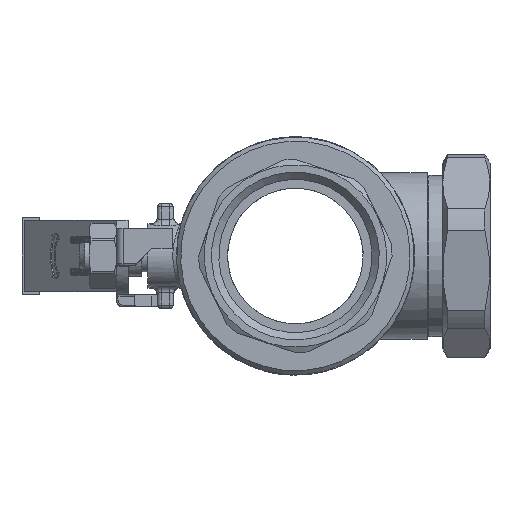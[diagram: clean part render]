
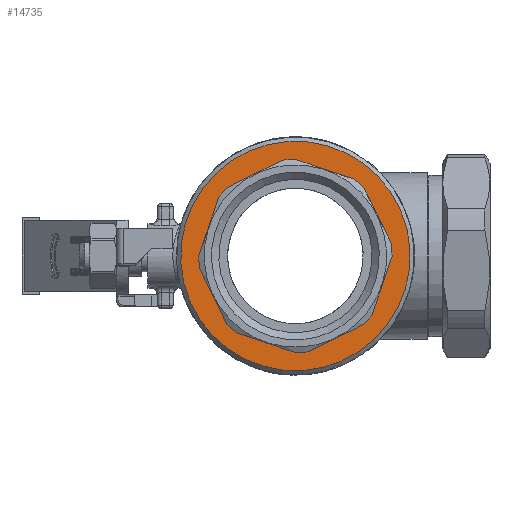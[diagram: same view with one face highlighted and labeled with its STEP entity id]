
A CAD part, left-side view. The second image highlights one B-rep face of the part: STEP entity #14735.
In plain terms, the highlighted face is planar.
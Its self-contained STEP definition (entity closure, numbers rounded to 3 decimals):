
#525=FACE_BOUND('',#2472,.T.);
#818=PLANE('',#16058);
#1581=FACE_OUTER_BOUND('',#2471,.T.);
#2471=EDGE_LOOP('',(#12614,#12615));
#2472=EDGE_LOOP('',(#12616,#12617,#12618,#12619,#12620,#12621,#12622,#12623,
#12624,#12625,#12626,#12627,#12628,#12629,#12630,#12631));
#3703=CIRCLE('',#16044,28.5);
#3704=CIRCLE('',#16047,28.5);
#3705=CIRCLE('',#16050,28.5);
#3706=CIRCLE('',#16053,28.5);
#3707=CIRCLE('',#16059,33.85);
#3708=CIRCLE('',#16060,33.85);
#3709=CIRCLE('',#16061,28.5);
#3710=CIRCLE('',#16062,28.5);
#3711=CIRCLE('',#16063,28.5);
#3712=CIRCLE('',#16064,28.5);
#4479=LINE('',#30073,#5548);
#4483=LINE('',#30082,#5552);
#4486=LINE('',#30090,#5555);
#4489=LINE('',#30098,#5558);
#4492=LINE('',#30107,#5561);
#4495=LINE('',#30113,#5564);
#4498=LINE('',#30119,#5567);
#4501=LINE('',#30124,#5570);
#5548=VECTOR('',#18648,10.);
#5552=VECTOR('',#18658,10.);
#5555=VECTOR('',#18667,10.);
#5558=VECTOR('',#18676,10.);
#5561=VECTOR('',#18685,10.);
#5564=VECTOR('',#18690,10.);
#5567=VECTOR('',#18695,10.);
#5570=VECTOR('',#18700,10.);
#6932=VERTEX_POINT('',#30070);
#6933=VERTEX_POINT('',#30072);
#6934=VERTEX_POINT('',#30076);
#6935=VERTEX_POINT('',#30080);
#6936=VERTEX_POINT('',#30084);
#6937=VERTEX_POINT('',#30088);
#6938=VERTEX_POINT('',#30092);
#6939=VERTEX_POINT('',#30096);
#6940=VERTEX_POINT('',#30100);
#6941=VERTEX_POINT('',#30104);
#6942=VERTEX_POINT('',#30106);
#6943=VERTEX_POINT('',#30110);
#6944=VERTEX_POINT('',#30112);
#6945=VERTEX_POINT('',#30116);
#6946=VERTEX_POINT('',#30118);
#6947=VERTEX_POINT('',#30122);
#6948=VERTEX_POINT('',#30126);
#6949=VERTEX_POINT('',#30127);
#8895=EDGE_CURVE('',#6932,#6933,#4479,.T.);
#8898=EDGE_CURVE('',#6934,#6932,#3703,.T.);
#8900=EDGE_CURVE('',#6935,#6934,#4483,.T.);
#8902=EDGE_CURVE('',#6936,#6935,#3704,.T.);
#8904=EDGE_CURVE('',#6937,#6936,#4486,.T.);
#8906=EDGE_CURVE('',#6938,#6937,#3705,.T.);
#8908=EDGE_CURVE('',#6939,#6938,#4489,.T.);
#8910=EDGE_CURVE('',#6940,#6939,#3706,.T.);
#8912=EDGE_CURVE('',#6941,#6942,#4492,.T.);
#8915=EDGE_CURVE('',#6943,#6944,#4495,.T.);
#8918=EDGE_CURVE('',#6945,#6946,#4498,.T.);
#8921=EDGE_CURVE('',#6947,#6940,#4501,.T.);
#8922=EDGE_CURVE('',#6948,#6949,#3707,.T.);
#8923=EDGE_CURVE('',#6949,#6948,#3708,.T.);
#8924=EDGE_CURVE('',#6933,#6941,#3709,.T.);
#8925=EDGE_CURVE('',#6946,#6947,#3710,.T.);
#8926=EDGE_CURVE('',#6944,#6945,#3711,.T.);
#8927=EDGE_CURVE('',#6942,#6943,#3712,.T.);
#12614=ORIENTED_EDGE('',*,*,#8922,.T.);
#12615=ORIENTED_EDGE('',*,*,#8923,.T.);
#12616=ORIENTED_EDGE('',*,*,#8924,.F.);
#12617=ORIENTED_EDGE('',*,*,#8895,.F.);
#12618=ORIENTED_EDGE('',*,*,#8898,.F.);
#12619=ORIENTED_EDGE('',*,*,#8900,.F.);
#12620=ORIENTED_EDGE('',*,*,#8902,.F.);
#12621=ORIENTED_EDGE('',*,*,#8904,.F.);
#12622=ORIENTED_EDGE('',*,*,#8906,.F.);
#12623=ORIENTED_EDGE('',*,*,#8908,.F.);
#12624=ORIENTED_EDGE('',*,*,#8910,.F.);
#12625=ORIENTED_EDGE('',*,*,#8921,.F.);
#12626=ORIENTED_EDGE('',*,*,#8925,.F.);
#12627=ORIENTED_EDGE('',*,*,#8918,.F.);
#12628=ORIENTED_EDGE('',*,*,#8926,.F.);
#12629=ORIENTED_EDGE('',*,*,#8915,.F.);
#12630=ORIENTED_EDGE('',*,*,#8927,.F.);
#12631=ORIENTED_EDGE('',*,*,#8912,.F.);
#14735=ADVANCED_FACE('',(#1581,#525),#818,.T.);
#16044=AXIS2_PLACEMENT_3D('',#30078,#18653,#18654);
#16047=AXIS2_PLACEMENT_3D('',#30086,#18662,#18663);
#16050=AXIS2_PLACEMENT_3D('',#30094,#18671,#18672);
#16053=AXIS2_PLACEMENT_3D('',#30102,#18680,#18681);
#16058=AXIS2_PLACEMENT_3D('',#30125,#18701,#18702);
#16059=AXIS2_PLACEMENT_3D('',#30128,#18703,#18704);
#16060=AXIS2_PLACEMENT_3D('',#30129,#18705,#18706);
#16061=AXIS2_PLACEMENT_3D('',#30130,#18707,#18708);
#16062=AXIS2_PLACEMENT_3D('',#30131,#18709,#18710);
#16063=AXIS2_PLACEMENT_3D('',#30132,#18711,#18712);
#16064=AXIS2_PLACEMENT_3D('',#30133,#18713,#18714);
#18648=DIRECTION('',(0.924,0.,-0.383));
#18653=DIRECTION('center_axis',(0.,-1.,0.));
#18654=DIRECTION('ref_axis',(1.,0.,0.));
#18658=DIRECTION('',(0.383,0.,-0.924));
#18662=DIRECTION('center_axis',(0.,-1.,0.));
#18663=DIRECTION('ref_axis',(1.,0.,0.));
#18667=DIRECTION('',(-0.383,0.,-0.924));
#18671=DIRECTION('center_axis',(0.,-1.,0.));
#18672=DIRECTION('ref_axis',(1.,0.,0.));
#18676=DIRECTION('',(-0.924,0.,-0.383));
#18680=DIRECTION('center_axis',(0.,-1.,0.));
#18681=DIRECTION('ref_axis',(1.,0.,0.));
#18685=DIRECTION('',(0.924,0.,0.383));
#18690=DIRECTION('',(0.383,0.,0.924));
#18695=DIRECTION('',(-0.383,0.,0.924));
#18700=DIRECTION('',(-0.924,0.,0.383));
#18701=DIRECTION('center_axis',(0.,-1.,0.));
#18702=DIRECTION('ref_axis',(0.,0.,-1.));
#18703=DIRECTION('center_axis',(0.,-1.,0.));
#18704=DIRECTION('ref_axis',(1.,0.,0.));
#18705=DIRECTION('center_axis',(0.,-1.,0.));
#18706=DIRECTION('ref_axis',(1.,0.,0.));
#18707=DIRECTION('center_axis',(0.,-1.,0.));
#18708=DIRECTION('ref_axis',(1.,0.,0.));
#18709=DIRECTION('center_axis',(0.,-1.,0.));
#18710=DIRECTION('ref_axis',(1.,0.,0.));
#18711=DIRECTION('center_axis',(0.,-1.,0.));
#18712=DIRECTION('ref_axis',(1.,0.,0.));
#18713=DIRECTION('center_axis',(0.,-1.,0.));
#18714=DIRECTION('ref_axis',(1.,0.,0.));
#30070=CARTESIAN_POINT('',(-18.762,20.,-21.453));
#30072=CARTESIAN_POINT('',(-1.903,20.,-28.436));
#30073=CARTESIAN_POINT('',(-5.166,20.,-27.085));
#30076=CARTESIAN_POINT('',(-21.453,20.,-18.762));
#30078=CARTESIAN_POINT('Origin',(0.,20.,0.));
#30080=CARTESIAN_POINT('',(-28.436,20.,-1.903));
#30082=CARTESIAN_POINT('',(-22.805,20.,-15.499));
#30084=CARTESIAN_POINT('',(-28.436,20.,1.903));
#30086=CARTESIAN_POINT('Origin',(0.,20.,0.));
#30088=CARTESIAN_POINT('',(-21.453,20.,18.762));
#30090=CARTESIAN_POINT('',(-27.085,20.,5.166));
#30092=CARTESIAN_POINT('',(-18.762,20.,21.453));
#30094=CARTESIAN_POINT('Origin',(0.,20.,0.));
#30096=CARTESIAN_POINT('',(-1.903,20.,28.436));
#30098=CARTESIAN_POINT('',(-15.499,20.,22.805));
#30100=CARTESIAN_POINT('',(1.903,20.,28.436));
#30102=CARTESIAN_POINT('Origin',(0.,20.,0.));
#30104=CARTESIAN_POINT('',(1.903,20.,-28.436));
#30106=CARTESIAN_POINT('',(18.762,20.,-21.453));
#30107=CARTESIAN_POINT('',(15.499,20.,-22.805));
#30110=CARTESIAN_POINT('',(21.453,20.,-18.762));
#30112=CARTESIAN_POINT('',(28.436,20.,-1.903));
#30113=CARTESIAN_POINT('',(27.085,20.,-5.166));
#30116=CARTESIAN_POINT('',(28.436,20.,1.903));
#30118=CARTESIAN_POINT('',(21.453,20.,18.762));
#30119=CARTESIAN_POINT('',(22.805,20.,15.499));
#30122=CARTESIAN_POINT('',(18.762,20.,21.453));
#30124=CARTESIAN_POINT('',(5.166,20.,27.085));
#30125=CARTESIAN_POINT('Origin',(28.5,20.,0.));
#30126=CARTESIAN_POINT('',(33.85,20.,0.));
#30127=CARTESIAN_POINT('',(-33.85,20.,0.));
#30128=CARTESIAN_POINT('Origin',(0.,20.,0.));
#30129=CARTESIAN_POINT('Origin',(0.,20.,0.));
#30130=CARTESIAN_POINT('Origin',(0.,20.,0.));
#30131=CARTESIAN_POINT('Origin',(0.,20.,0.));
#30132=CARTESIAN_POINT('Origin',(0.,20.,0.));
#30133=CARTESIAN_POINT('Origin',(0.,20.,0.));
